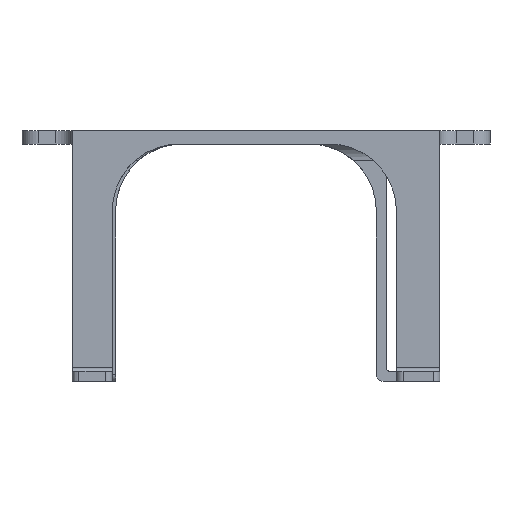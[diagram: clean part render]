
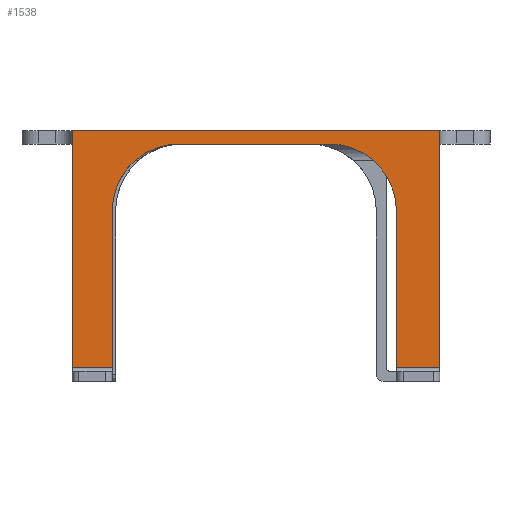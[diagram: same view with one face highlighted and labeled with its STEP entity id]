
A CAD part, front view. The second image highlights one B-rep face of the part: STEP entity #1538.
In plain terms, the highlighted planar face has unit normal (0, -1, 0).
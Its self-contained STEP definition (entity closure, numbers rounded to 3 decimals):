
#58=PLANE('',#1681);
#114=FACE_OUTER_BOUND('',#196,.T.);
#196=EDGE_LOOP('',(#1242,#1243,#1244,#1245,#1246,#1247,#1248,#1249,#1250,
#1251));
#256=LINE('',#2248,#400);
#293=LINE('',#2362,#437);
#305=LINE('',#2392,#449);
#334=LINE('',#2555,#478);
#341=LINE('',#2576,#485);
#352=LINE('',#2599,#496);
#353=LINE('',#2600,#497);
#354=LINE('',#2601,#498);
#400=VECTOR('',#1781,10.);
#437=VECTOR('',#1884,10.);
#449=VECTOR('',#1910,10.);
#478=VECTOR('',#2001,10.);
#485=VECTOR('',#2018,10.);
#496=VECTOR('',#2041,10.);
#497=VECTOR('',#2042,10.);
#498=VECTOR('',#2043,10.);
#571=CIRCLE('',#1656,20.);
#572=CIRCLE('',#1659,20.);
#625=VERTEX_POINT('',#2245);
#626=VERTEX_POINT('',#2247);
#669=VERTEX_POINT('',#2359);
#670=VERTEX_POINT('',#2361);
#680=VERTEX_POINT('',#2389);
#681=VERTEX_POINT('',#2391);
#704=VERTEX_POINT('',#2488);
#706=VERTEX_POINT('',#2496);
#718=VERTEX_POINT('',#2554);
#727=VERTEX_POINT('',#2574);
#781=EDGE_CURVE('',#625,#626,#256,.F.);
#838=EDGE_CURVE('',#669,#670,#293,.T.);
#853=EDGE_CURVE('',#681,#680,#305,.T.);
#884=EDGE_CURVE('',#704,#625,#571,.T.);
#887=EDGE_CURVE('',#626,#706,#572,.T.);
#905=EDGE_CURVE('',#718,#706,#334,.T.);
#916=EDGE_CURVE('',#727,#704,#341,.T.);
#928=EDGE_CURVE('',#681,#727,#352,.T.);
#929=EDGE_CURVE('',#670,#680,#353,.T.);
#930=EDGE_CURVE('',#718,#669,#354,.T.);
#1242=ORIENTED_EDGE('',*,*,#916,.F.);
#1243=ORIENTED_EDGE('',*,*,#928,.F.);
#1244=ORIENTED_EDGE('',*,*,#853,.T.);
#1245=ORIENTED_EDGE('',*,*,#929,.F.);
#1246=ORIENTED_EDGE('',*,*,#838,.F.);
#1247=ORIENTED_EDGE('',*,*,#930,.F.);
#1248=ORIENTED_EDGE('',*,*,#905,.T.);
#1249=ORIENTED_EDGE('',*,*,#887,.F.);
#1250=ORIENTED_EDGE('',*,*,#781,.F.);
#1251=ORIENTED_EDGE('',*,*,#884,.F.);
#1538=ADVANCED_FACE('',(#114),#58,.T.);
#1656=AXIS2_PLACEMENT_3D('',#2490,#1959,#1960);
#1659=AXIS2_PLACEMENT_3D('',#2497,#1967,#1968);
#1681=AXIS2_PLACEMENT_3D('',#2598,#2039,#2040);
#1781=DIRECTION('',(1.,0.,0.));
#1884=DIRECTION('',(0.,0.,1.));
#1910=DIRECTION('',(0.,0.,1.));
#1959=DIRECTION('center_axis',(0.,-1.,0.));
#1960=DIRECTION('ref_axis',(0.707,0.,0.707));
#1967=DIRECTION('center_axis',(0.,-1.,0.));
#1968=DIRECTION('ref_axis',(-0.707,0.,0.707));
#2001=DIRECTION('',(0.,0.,1.));
#2018=DIRECTION('',(0.,0.,1.));
#2039=DIRECTION('center_axis',(0.,-1.,0.));
#2040=DIRECTION('ref_axis',(1.,0.,0.));
#2041=DIRECTION('',(-1.,0.,0.));
#2042=DIRECTION('',(1.,0.,0.));
#2043=DIRECTION('',(-1.,0.,0.));
#2245=CARTESIAN_POINT('',(77.,21.3,74.969));
#2247=CARTESIAN_POINT('',(32.,21.3,74.969));
#2248=CARTESIAN_POINT('',(76.,21.3,74.969));
#2359=CARTESIAN_POINT('',(0.,21.3,7.969));
#2361=CARTESIAN_POINT('',(0.,21.3,78.969));
#2362=CARTESIAN_POINT('',(0.,21.3,42.469));
#2389=CARTESIAN_POINT('',(110.,21.3,78.969));
#2391=CARTESIAN_POINT('',(110.,21.3,7.969));
#2392=CARTESIAN_POINT('',(110.,21.3,3.969));
#2488=CARTESIAN_POINT('',(97.,21.3,54.969));
#2490=CARTESIAN_POINT('Origin',(77.,21.3,54.969));
#2496=CARTESIAN_POINT('',(12.,21.3,54.969));
#2497=CARTESIAN_POINT('Origin',(32.,21.3,54.969));
#2554=CARTESIAN_POINT('',(12.,21.3,7.969));
#2555=CARTESIAN_POINT('',(12.,21.3,3.969));
#2574=CARTESIAN_POINT('',(97.,21.3,7.969));
#2576=CARTESIAN_POINT('',(97.,21.3,3.969));
#2598=CARTESIAN_POINT('Origin',(97.,21.3,3.969));
#2599=CARTESIAN_POINT('',(100.25,21.3,7.969));
#2600=CARTESIAN_POINT('',(94.75,21.3,78.969));
#2601=CARTESIAN_POINT('',(51.5,21.3,7.969));
